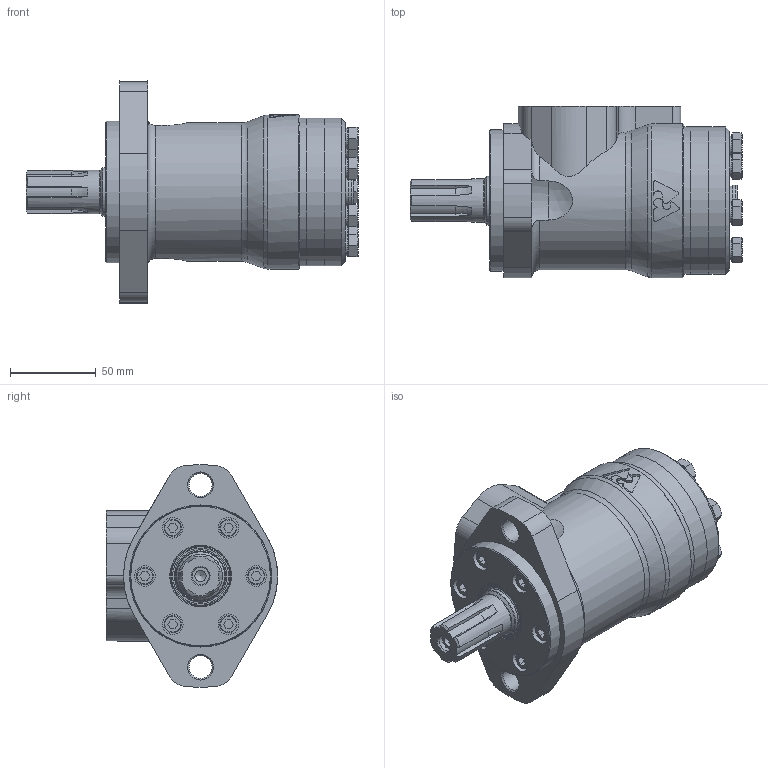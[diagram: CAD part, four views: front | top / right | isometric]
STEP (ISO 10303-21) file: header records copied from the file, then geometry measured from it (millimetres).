
FILE_DESCRIPTION( ( 'STEP AP214' ), '1' );
FILE_NAME( 'MP80SHU.stp', '2020-03-02T09:15:48', ( '' ), ( '' ), ' ', 'PARTsolutions', ' ' );
FILE_SCHEMA( ( 'AUTOMOTIVE_DESIGN { 1 0 10303 214 1 1 1 1 }' ) );
Length unit declared in the file: millimetre
Products named in the file (7): MP80SHU; _MPSHBO; _MPSHSH; _MPFMF; _MPVP; _MP80D; _MP
Assembly tree (6 placements, depth 2):
  MP80SHU
    _MPSHBO
    _MPSHSH
    _MPFMF
    _MPVP
    _MP80D
    _MP
Bounding box: 193.77 x 100 x 129.82 mm (x, y, z)
Volume: 898735.2 mm3; surface area: 127451.1 mm2
Topology: 6 solids, 6 shells, 422 faces, 975 edges, 606 vertices
Faces by surface type: plane 218, cone 90, cylinder 90, torus 22, sphere 2
Full cylindrical faces by diameter (mm): 2 x2, 6.647 x5, 7 x1, 10 x7, 11.9 x7, 12 x6, 13 x7, 13.35 x2, 17 x1, 18 x1, 18.631 x2, 25.32 x1, 28.56 x1, 29 x1, 32.6 x1, 35 x1, 82.3 x1, 82.5 x1, 82.55 x1, 86 x3, 90 x1
Entity records: 15697 total; most frequent: CARTESIAN_POINT 3210, DIRECTION 1873, ORIENTED_EDGE 1710, EDGE_CURVE 855, AXIS2_PLACEMENT_3D 747, VERTEX_POINT 588, EDGE_LOOP 562, FACE_OUTER_BOUND 486
